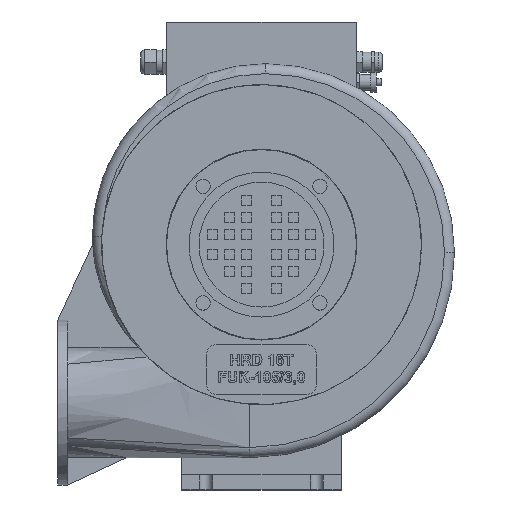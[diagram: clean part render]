
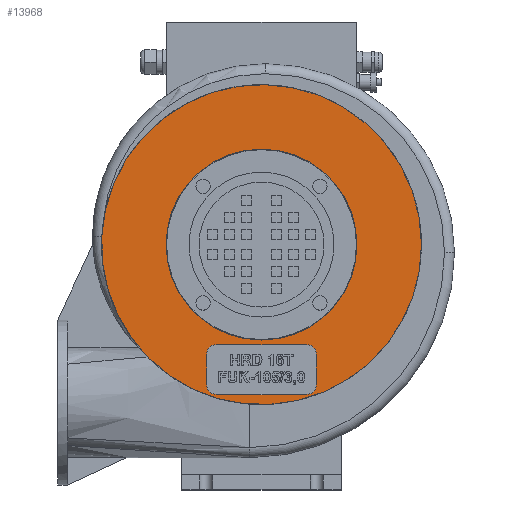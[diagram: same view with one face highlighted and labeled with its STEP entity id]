
A CAD part, top view. The second image highlights one B-rep face of the part: STEP entity #13968.
In plain terms, the highlighted planar face has unit normal (0, 0, 1).
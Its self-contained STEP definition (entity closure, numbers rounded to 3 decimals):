
#209=CIRCLE('',#14744,160.);
#230=CIRCLE('',#14779,95.5);
#232=CIRCLE('',#14784,10.);
#233=CIRCLE('',#14785,10.);
#234=CIRCLE('',#14786,10.);
#235=CIRCLE('',#14787,10.);
#384=FACE_BOUND('',#2155,.T.);
#385=FACE_BOUND('',#2156,.T.);
#1344=FACE_OUTER_BOUND('',#2154,.T.);
#2154=EDGE_LOOP('',(#10354));
#2155=EDGE_LOOP('',(#10355,#10356,#10357,#10358,#10359,#10360,#10361,#10362));
#2156=EDGE_LOOP('',(#10363));
#3316=LINE('',#21452,#4649);
#3317=LINE('',#21456,#4650);
#3318=LINE('',#21460,#4651);
#3319=LINE('',#21463,#4652);
#4649=VECTOR('',#16609,30.);
#4650=VECTOR('',#16612,90.);
#4651=VECTOR('',#16615,30.);
#4652=VECTOR('',#16618,90.);
#5997=VERTEX_POINT('',#21173);
#6037=VERTEX_POINT('',#21411);
#6041=VERTEX_POINT('',#21448);
#6042=VERTEX_POINT('',#21449);
#6043=VERTEX_POINT('',#21451);
#6044=VERTEX_POINT('',#21453);
#6045=VERTEX_POINT('',#21455);
#6046=VERTEX_POINT('',#21457);
#6047=VERTEX_POINT('',#21459);
#6048=VERTEX_POINT('',#21461);
#7588=EDGE_CURVE('',#5997,#5997,#209,.T.);
#7644=EDGE_CURVE('',#6037,#6037,#230,.T.);
#7649=EDGE_CURVE('',#6041,#6042,#232,.T.);
#7650=EDGE_CURVE('',#6042,#6043,#3316,.T.);
#7651=EDGE_CURVE('',#6043,#6044,#233,.T.);
#7652=EDGE_CURVE('',#6044,#6045,#3317,.T.);
#7653=EDGE_CURVE('',#6045,#6046,#234,.T.);
#7654=EDGE_CURVE('',#6046,#6047,#3318,.T.);
#7655=EDGE_CURVE('',#6047,#6048,#235,.T.);
#7656=EDGE_CURVE('',#6048,#6041,#3319,.T.);
#10354=ORIENTED_EDGE('',*,*,#7588,.F.);
#10355=ORIENTED_EDGE('',*,*,#7649,.T.);
#10356=ORIENTED_EDGE('',*,*,#7650,.T.);
#10357=ORIENTED_EDGE('',*,*,#7651,.T.);
#10358=ORIENTED_EDGE('',*,*,#7652,.T.);
#10359=ORIENTED_EDGE('',*,*,#7653,.T.);
#10360=ORIENTED_EDGE('',*,*,#7654,.T.);
#10361=ORIENTED_EDGE('',*,*,#7655,.T.);
#10362=ORIENTED_EDGE('',*,*,#7656,.T.);
#10363=ORIENTED_EDGE('',*,*,#7644,.T.);
#12647=PLANE('',#14783);
#13968=ADVANCED_FACE('',(#1344,#384,#385),#12647,.F.);
#14744=AXIS2_PLACEMENT_3D('',#21174,#16508,#16509);
#14779=AXIS2_PLACEMENT_3D('',#21412,#16597,#16598);
#14783=AXIS2_PLACEMENT_3D('',#21447,#16605,#16606);
#14784=AXIS2_PLACEMENT_3D('',#21450,#16607,#16608);
#14785=AXIS2_PLACEMENT_3D('',#21454,#16610,#16611);
#14786=AXIS2_PLACEMENT_3D('',#21458,#16613,#16614);
#14787=AXIS2_PLACEMENT_3D('',#21462,#16616,#16617);
#16508=DIRECTION('center_axis',(0.,0.,
-1.));
#16509=DIRECTION('ref_axis',(-1.,0.,0.));
#16597=DIRECTION('center_axis',(0.,0.,
-1.));
#16598=DIRECTION('ref_axis',(-1.,0.,0.));
#16605=DIRECTION('center_axis',(0.,0.,
-1.));
#16606=DIRECTION('ref_axis',(-1.,0.,0.));
#16607=DIRECTION('center_axis',(0.,0.,
-1.));
#16608=DIRECTION('ref_axis',(0.707,0.707,0.));
#16609=DIRECTION('',(0.,-1.,0.));
#16610=DIRECTION('center_axis',(0.,0.,
-1.));
#16611=DIRECTION('ref_axis',(0.707,-0.707,0.));
#16612=DIRECTION('',(-1.,0.,0.));
#16613=DIRECTION('center_axis',(0.,0.,
-1.));
#16614=DIRECTION('ref_axis',(-0.707,-0.707,0.));
#16615=DIRECTION('',(0.,1.,0.));
#16616=DIRECTION('center_axis',(0.,0.,
-1.));
#16617=DIRECTION('ref_axis',(-0.707,0.707,0.));
#16618=DIRECTION('',(1.,0.,0.));
#21173=CARTESIAN_POINT('',(184.436,137.788,136.996));
#21174=CARTESIAN_POINT('Origin',(24.436,137.788,136.996));
#21411=CARTESIAN_POINT('',(119.936,137.788,136.996));
#21412=CARTESIAN_POINT('Origin',(24.436,137.788,136.996));
#21447=CARTESIAN_POINT('Origin',(24.436,137.788,136.996));
#21448=CARTESIAN_POINT('',(69.436,37.788,136.996));
#21449=CARTESIAN_POINT('',(79.436,27.788,136.996));
#21450=CARTESIAN_POINT('Origin',(69.436,27.788,136.996));
#21451=CARTESIAN_POINT('',(79.436,-2.212,136.996));
#21452=CARTESIAN_POINT('',(79.436,87.788,136.996));
#21453=CARTESIAN_POINT('',(69.436,-12.212,136.996));
#21454=CARTESIAN_POINT('Origin',(69.436,-2.212,136.996));
#21455=CARTESIAN_POINT('',(-20.564,-12.212,136.996));
#21456=CARTESIAN_POINT('',(51.936,-12.212,136.996));
#21457=CARTESIAN_POINT('',(-30.564,-2.212,136.996));
#21458=CARTESIAN_POINT('Origin',(-20.564,-2.212,136.996));
#21459=CARTESIAN_POINT('',(-30.564,27.788,136.996));
#21460=CARTESIAN_POINT('',(-30.564,62.788,136.996));
#21461=CARTESIAN_POINT('',(-20.564,37.788,136.996));
#21462=CARTESIAN_POINT('Origin',(-20.564,27.788,136.996));
#21463=CARTESIAN_POINT('',(-3.064,37.788,136.996));
